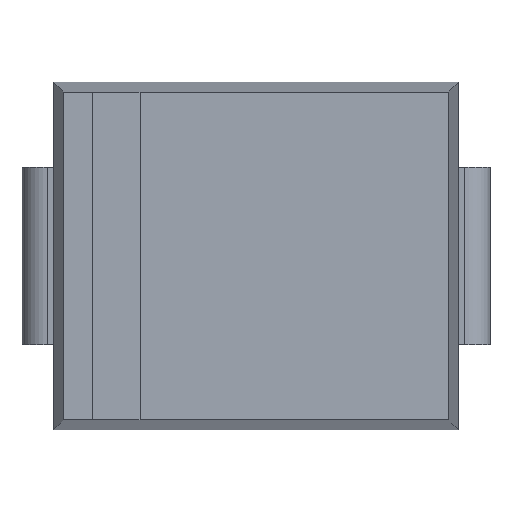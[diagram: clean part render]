
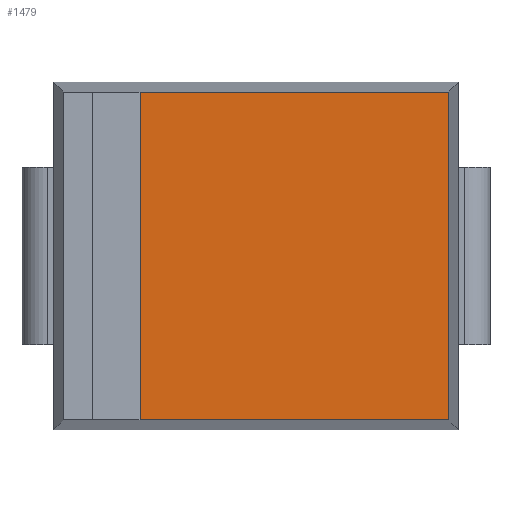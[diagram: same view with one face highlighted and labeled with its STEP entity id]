
A CAD part, top view. The second image highlights one B-rep face of the part: STEP entity #1479.
In plain terms, the highlighted planar face has unit normal (0, 0, 1).
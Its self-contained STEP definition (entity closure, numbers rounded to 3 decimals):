
#1328=CARTESIAN_POINT('',(-1.971,-2.783,2.65));
#1329=VERTEX_POINT('',#1328);
#1336=CARTESIAN_POINT('',(-1.971,2.783,2.65));
#1337=VERTEX_POINT('',#1336);
#1338=CARTESIAN_POINT('',(-1.971,2.783,2.65));
#1339=DIRECTION('',(0.0,-1.0,0.0));
#1340=VECTOR('',#1339,5.566);
#1341=LINE('',#1338,#1340);
#1342=EDGE_CURVE('',#1337,#1329,#1341,.T.);
#1449=CARTESIAN_POINT('',(0.,0.0,2.65));
#1450=DIRECTION('',(0.0,0.0,1.0));
#1451=DIRECTION('',(1.0,0.0,0.0));
#1452=AXIS2_PLACEMENT_3D('',#1449,#1450,#1451);
#1453=PLANE('',#1452);
#1454=ORIENTED_EDGE('',*,*,#1342,.T.);
#1455=CARTESIAN_POINT('',(3.271,-2.783,2.65));
#1456=VERTEX_POINT('',#1455);
#1457=CARTESIAN_POINT('',(3.271,-2.783,2.65));
#1458=DIRECTION('',(-1.0,0.0,0.0));
#1459=VECTOR('',#1458,5.241);
#1460=LINE('',#1457,#1459);
#1461=EDGE_CURVE('',#1456,#1329,#1460,.T.);
#1462=ORIENTED_EDGE('',*,*,#1461,.F.);
#1463=CARTESIAN_POINT('',(3.271,2.783,2.65));
#1464=VERTEX_POINT('',#1463);
#1465=CARTESIAN_POINT('',(3.271,2.783,2.65));
#1466=DIRECTION('',(0.0,-1.0,0.0));
#1467=VECTOR('',#1466,5.566);
#1468=LINE('',#1465,#1467);
#1469=EDGE_CURVE('',#1464,#1456,#1468,.T.);
#1470=ORIENTED_EDGE('',*,*,#1469,.F.);
#1471=CARTESIAN_POINT('',(-1.971,2.783,2.65));
#1472=DIRECTION('',(1.0,0.0,0.0));
#1473=VECTOR('',#1472,5.241);
#1474=LINE('',#1471,#1473);
#1475=EDGE_CURVE('',#1337,#1464,#1474,.T.);
#1476=ORIENTED_EDGE('',*,*,#1475,.F.);
#1477=EDGE_LOOP('',(#1454,#1462,#1470,#1476));
#1478=FACE_OUTER_BOUND('',#1477,.T.);
#1479=ADVANCED_FACE('',(#1478),#1453,.T.);
